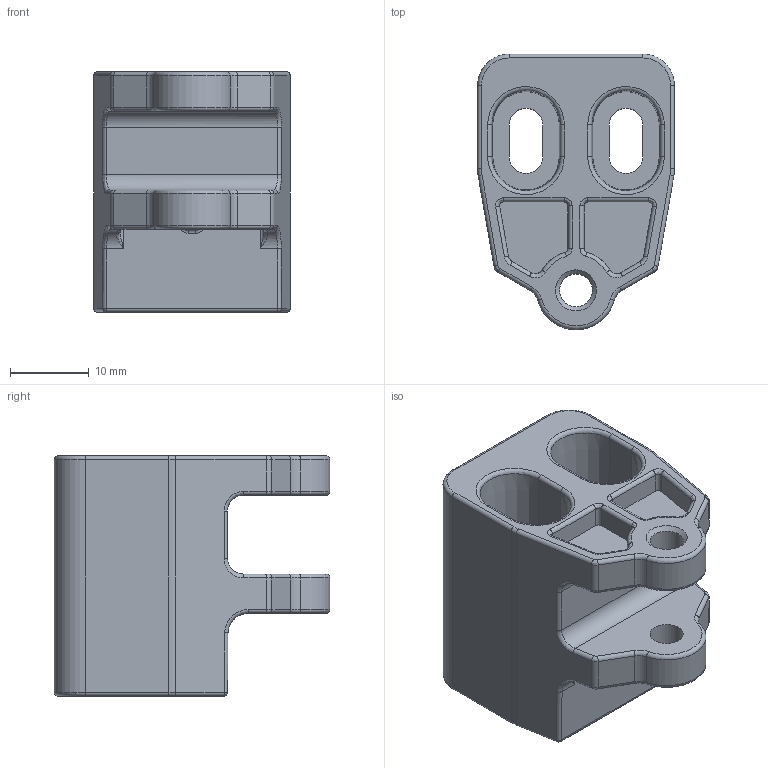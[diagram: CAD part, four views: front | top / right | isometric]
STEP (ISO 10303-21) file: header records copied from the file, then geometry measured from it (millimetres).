
FILE_DESCRIPTION(/* description */ (''),/* implementation_level */ '2;1');
FILE_NAME(/* name */ 'Support Top.ipt.step',/* time_stamp */ '2020-04-16T23:28:56-04:00',/* author */ ('Jordan'),/* organization */ (''),/* preprocessor_version */ 'ST-DEVELOPER v17',/* originating_system */ 'Autodesk Inventor 2019',/* authorisation */ '');
FILE_SCHEMA (('AUTOMOTIVE_DESIGN { 1 0 10303 214 3 1 1 }'));
Length unit declared in the file: inch
Products named in the file (1): Support Top
Bounding box: 25 x 35 x 30.5 mm (x, y, z)
Volume: 9864.6 mm3; surface area: 10001.1 mm2
Topology: 1 solids, 1 shells, 405 faces, 997 edges, 604 vertices
Faces by surface type: cylinder 149, plane 98, bspline 86, torus 44, cone 26, sphere 2
Full cylindrical faces by diameter (mm): 4.2 x2
Entity records: 17211 total; most frequent: CARTESIAN_POINT 7866, ORIENTED_EDGE 1994, DIRECTION 1953, EDGE_CURVE 997, AXIS2_PLACEMENT_3D 768, VERTEX_POINT 604, EDGE_LOOP 423, LINE 417
